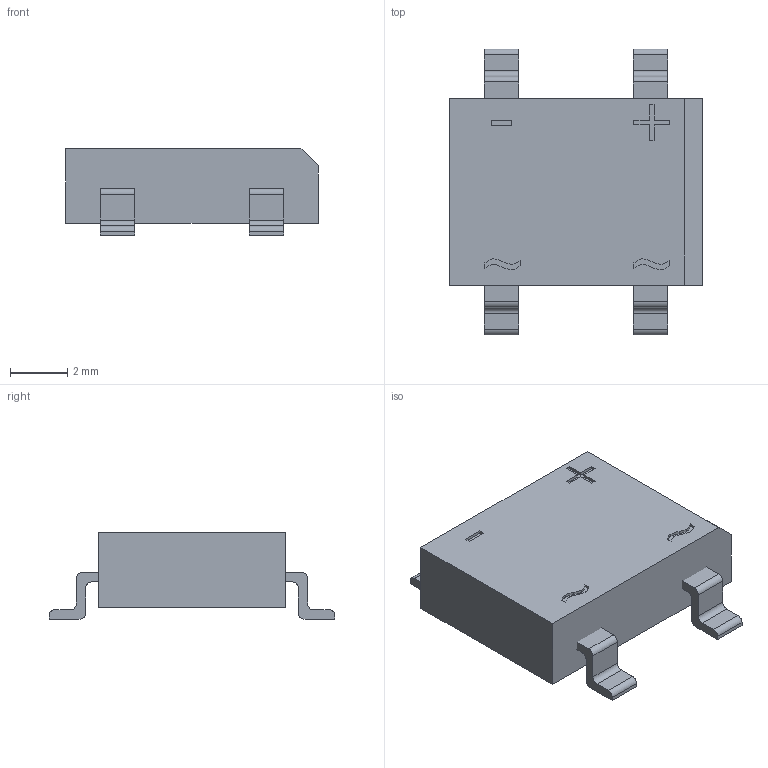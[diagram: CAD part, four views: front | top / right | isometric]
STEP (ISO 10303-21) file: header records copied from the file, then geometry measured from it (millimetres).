
FILE_DESCRIPTION (( 'STEP AP214' ), '1' );
FILE_NAME ('CC01AF9E-5D00-452B-866D-0CD199843D03.STEP', '2023-04-25T18:35:02', ( '' ), ( '' ), 'SwSTEP 2.0', 'SolidWorks 2022', '' );
FILE_SCHEMA (( 'AUTOMOTIVE_DESIGN' ));
Length unit declared in the file: millimetre
Products named in the file (1): CC01AF9E-5D00-452B-866D-0CD199843D03
Bounding box: 8.8 x 9.97 x 3.02 mm (x, y, z)
Volume: 152.6 mm3; surface area: 233.4 mm2
Topology: 5 solids, 5 shells, 107 faces, 279 edges, 186 vertices
Faces by surface type: plane 71, cylinder 20, bspline 16
Entity records: 4451 total; most frequent: CARTESIAN_POINT 1373, ORIENTED_EDGE 558, DIRECTION 471, EDGE_CURVE 279, LINE 207, VECTOR 207, VERTEX_POINT 186, AXIS2_PLACEMENT_3D 132
